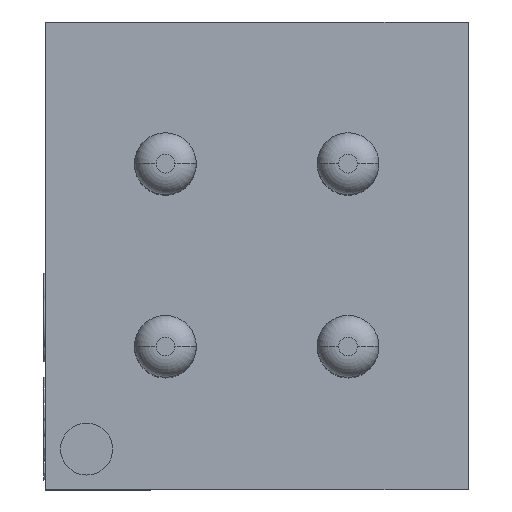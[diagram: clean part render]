
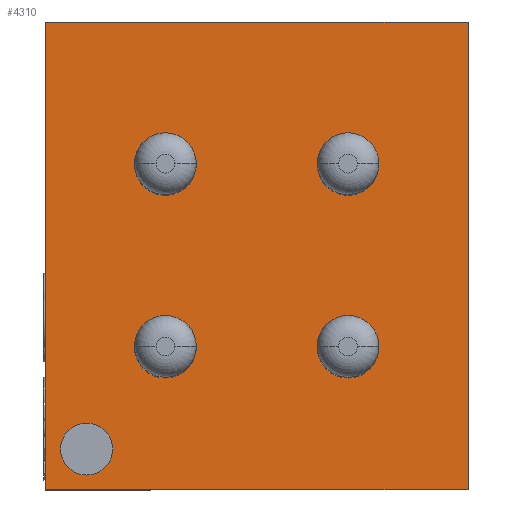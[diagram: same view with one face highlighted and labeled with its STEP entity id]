
A CAD part, top view. The second image highlights one B-rep face of the part: STEP entity #4310.
In plain terms, the highlighted planar face has unit normal (0, 0, 1).
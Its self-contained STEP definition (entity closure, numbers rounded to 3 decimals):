
#52 = FACE_BOUND ( 'NONE', #1428, .T. ) ;
#125 = ORIENTED_EDGE ( 'NONE', *, *, #143, .F. ) ;
#143 = EDGE_CURVE ( 'NONE', #4496, #6399, #7284, .T. ) ;
#224 = CARTESIAN_POINT ( 'NONE',  ( -1.183, -1.344, 0.95 ) ) ;
#280 = CARTESIAN_POINT ( 'NONE',  ( -1.183, -1.344, 0.95 ) ) ;
#336 = DIRECTION ( 'NONE',  ( 0., 0., 1. ) ) ;
#382 = DIRECTION ( 'NONE',  ( 1., 0., 0. ) ) ;
#451 = CARTESIAN_POINT ( 'NONE',  ( -1.47, 1.625, 0.95 ) ) ;
#548 = VERTEX_POINT ( 'NONE', #8358 ) ;
#658 = LINE ( 'NONE', #3810, #1933 ) ;
#758 = DIRECTION ( 'NONE',  ( 0., -1., 0. ) ) ;
#781 = FACE_OUTER_BOUND ( 'NONE', #6678, .T. ) ;
#923 = CARTESIAN_POINT ( 'NONE',  ( -0.635, -0.635, 0.95 ) ) ;
#945 = EDGE_CURVE ( 'NONE', #8025, #8663, #5703, .T. ) ;
#980 = VECTOR ( 'NONE', #2567, 1000. ) ;
#991 = DIRECTION ( 'NONE',  ( 1., 0., 0. ) ) ;
#1003 = DIRECTION ( 'NONE',  ( 0., 1., 0. ) ) ;
#1113 = ORIENTED_EDGE ( 'NONE', *, *, #2703, .T. ) ;
#1121 = LINE ( 'NONE', #9703, #980 ) ;
#1139 = VERTEX_POINT ( 'NONE', #4805 ) ;
#1232 = CARTESIAN_POINT ( 'NONE',  ( 0.85, 0.635, 0.95 ) ) ;
#1241 = AXIS2_PLACEMENT_3D ( 'NONE', #2812, #336, #5982 ) ;
#1247 = VERTEX_POINT ( 'NONE', #1687 ) ;
#1338 = EDGE_CURVE ( 'NONE', #8519, #3503, #3289, .T. ) ;
#1428 = EDGE_LOOP ( 'NONE', ( #9552, #10037 ) ) ;
#1440 = CIRCLE ( 'NONE', #6552, 0.215 ) ;
#1580 = EDGE_CURVE ( 'NONE', #3896, #4552, #658, .T. ) ;
#1626 = CIRCLE ( 'NONE', #6585, 0.181 ) ;
#1672 = CARTESIAN_POINT ( 'NONE',  ( 1.47, -1.625, 0.95 ) ) ;
#1687 = CARTESIAN_POINT ( 'NONE',  ( -1.002, -1.344, 0.95 ) ) ;
#1745 = EDGE_CURVE ( 'NONE', #1139, #1940, #8083, .T. ) ;
#1758 = CIRCLE ( 'NONE', #5575, 0.215 ) ;
#1901 = DIRECTION ( 'NONE',  ( 1., 0., 0. ) ) ;
#1922 = DIRECTION ( 'NONE',  ( -1., 0., 0. ) ) ;
#1933 = VECTOR ( 'NONE', #758, 1000. ) ;
#1940 = VERTEX_POINT ( 'NONE', #3065 ) ;
#1951 = AXIS2_PLACEMENT_3D ( 'NONE', #6781, #7502, #6625 ) ;
#2064 = DIRECTION ( 'NONE',  ( 0., 0., 1. ) ) ;
#2130 = EDGE_CURVE ( 'NONE', #4684, #1247, #1626, .T. ) ;
#2157 = CARTESIAN_POINT ( 'NONE',  ( -1.363, -1.344, 0.95 ) ) ;
#2175 = ORIENTED_EDGE ( 'NONE', *, *, #7065, .T. ) ;
#2282 = FACE_BOUND ( 'NONE', #4233, .T. ) ;
#2332 = FACE_BOUND ( 'NONE', #8187, .T. ) ;
#2371 = ORIENTED_EDGE ( 'NONE', *, *, #3577, .F. ) ;
#2379 = AXIS2_PLACEMENT_3D ( 'NONE', #3344, #8797, #8047 ) ;
#2462 = VECTOR ( 'NONE', #1003, 1000. ) ;
#2567 = DIRECTION ( 'NONE',  ( 1., 0., 0. ) ) ;
#2619 = DIRECTION ( 'NONE',  ( 1., 0., 0. ) ) ;
#2685 = CARTESIAN_POINT ( 'NONE',  ( 0.635, -0.635, 0.95 ) ) ;
#2703 = EDGE_CURVE ( 'NONE', #1940, #3896, #9746, .T. ) ;
#2711 = CARTESIAN_POINT ( 'NONE',  ( 1.47, 1.625, 0.95 ) ) ;
#2716 = DIRECTION ( 'NONE',  ( 0., 0., 1. ) ) ;
#2812 = CARTESIAN_POINT ( 'NONE',  ( 0.635, -0.635, 0.95 ) ) ;
#2949 = AXIS2_PLACEMENT_3D ( 'NONE', #280, #7402, #382 ) ;
#3065 = CARTESIAN_POINT ( 'NONE',  ( 1.47, 1.625, 0.95 ) ) ;
#3095 = DIRECTION ( 'NONE',  ( 0., 0., 1. ) ) ;
#3204 = FACE_BOUND ( 'NONE', #7930, .T. ) ;
#3289 = CIRCLE ( 'NONE', #5119, 0.215 ) ;
#3299 = ORIENTED_EDGE ( 'NONE', *, *, #1745, .T. ) ;
#3344 = CARTESIAN_POINT ( 'NONE',  ( 0.635, 0.635, 0.95 ) ) ;
#3503 = VERTEX_POINT ( 'NONE', #8212 ) ;
#3577 = EDGE_CURVE ( 'NONE', #8663, #8025, #1758, .T. ) ;
#3669 = VERTEX_POINT ( 'NONE', #6966 ) ;
#3730 = EDGE_CURVE ( 'NONE', #548, #3669, #1440, .T. ) ;
#3772 = CIRCLE ( 'NONE', #2949, 0.181 ) ;
#3810 = CARTESIAN_POINT ( 'NONE',  ( -1.47, -1.625, 0.95 ) ) ;
#3896 = VERTEX_POINT ( 'NONE', #451 ) ;
#3941 = CIRCLE ( 'NONE', #6113, 0.215 ) ;
#3999 = AXIS2_PLACEMENT_3D ( 'NONE', #8064, #8117, #4032 ) ;
#4032 = DIRECTION ( 'NONE',  ( 1., 0., 0. ) ) ;
#4233 = EDGE_LOOP ( 'NONE', ( #5540, #8073 ) ) ;
#4310 = ADVANCED_FACE ( 'NONE', ( #2282, #2332, #52, #3204, #4718, #781 ), #4821, .T. ) ;
#4496 = VERTEX_POINT ( 'NONE', #8303 ) ;
#4552 = VERTEX_POINT ( 'NONE', #9002 ) ;
#4684 = VERTEX_POINT ( 'NONE', #2157 ) ;
#4718 = FACE_BOUND ( 'NONE', #8583, .T. ) ;
#4805 = CARTESIAN_POINT ( 'NONE',  ( 1.47, -1.625, 0.95 ) ) ;
#4821 = PLANE ( 'NONE',  #3999 ) ;
#4931 = DIRECTION ( 'NONE',  ( 0., 0., 1. ) ) ;
#5119 = AXIS2_PLACEMENT_3D ( 'NONE', #6551, #5740, #2619 ) ;
#5204 = CIRCLE ( 'NONE', #2379, 0.215 ) ;
#5385 = CARTESIAN_POINT ( 'NONE',  ( -0.635, -0.635, 0.95 ) ) ;
#5540 = ORIENTED_EDGE ( 'NONE', *, *, #2130, .F. ) ;
#5575 = AXIS2_PLACEMENT_3D ( 'NONE', #2685, #8967, #1901 ) ;
#5627 = ORIENTED_EDGE ( 'NONE', *, *, #6583, .F. ) ;
#5703 = CIRCLE ( 'NONE', #1241, 0.215 ) ;
#5740 = DIRECTION ( 'NONE',  ( 0., 0., 1. ) ) ;
#5982 = DIRECTION ( 'NONE',  ( 1., 0., 0. ) ) ;
#6078 = EDGE_CURVE ( 'NONE', #1247, #4684, #3772, .T. ) ;
#6113 = AXIS2_PLACEMENT_3D ( 'NONE', #923, #3095, #6251 ) ;
#6251 = DIRECTION ( 'NONE',  ( 1., 0., 0. ) ) ;
#6399 = VERTEX_POINT ( 'NONE', #6923 ) ;
#6551 = CARTESIAN_POINT ( 'NONE',  ( 0.635, 0.635, 0.95 ) ) ;
#6552 = AXIS2_PLACEMENT_3D ( 'NONE', #6648, #2716, #9751 ) ;
#6583 = EDGE_CURVE ( 'NONE', #6399, #4496, #3941, .T. ) ;
#6585 = AXIS2_PLACEMENT_3D ( 'NONE', #224, #4931, #991 ) ;
#6625 = DIRECTION ( 'NONE',  ( 1., 0., 0. ) ) ;
#6648 = CARTESIAN_POINT ( 'NONE',  ( -0.635, 0.635, 0.95 ) ) ;
#6678 = EDGE_LOOP ( 'NONE', ( #7362, #2175, #3299, #1113 ) ) ;
#6781 = CARTESIAN_POINT ( 'NONE',  ( -0.635, 0.635, 0.95 ) ) ;
#6923 = CARTESIAN_POINT ( 'NONE',  ( -0.85, -0.635, 0.95 ) ) ;
#6966 = CARTESIAN_POINT ( 'NONE',  ( -0.42, 0.635, 0.95 ) ) ;
#7028 = CARTESIAN_POINT ( 'NONE',  ( 0.42, -0.635, 0.95 ) ) ;
#7065 = EDGE_CURVE ( 'NONE', #4552, #1139, #1121, .T. ) ;
#7177 = ORIENTED_EDGE ( 'NONE', *, *, #10178, .F. ) ;
#7284 = CIRCLE ( 'NONE', #7934, 0.215 ) ;
#7362 = ORIENTED_EDGE ( 'NONE', *, *, #1580, .T. ) ;
#7402 = DIRECTION ( 'NONE',  ( 0., 0., 1. ) ) ;
#7502 = DIRECTION ( 'NONE',  ( 0., 0., 1. ) ) ;
#7930 = EDGE_LOOP ( 'NONE', ( #5627, #125 ) ) ;
#7934 = AXIS2_PLACEMENT_3D ( 'NONE', #5385, #2064, #8368 ) ;
#8025 = VERTEX_POINT ( 'NONE', #7028 ) ;
#8047 = DIRECTION ( 'NONE',  ( 1., 0., 0. ) ) ;
#8064 = CARTESIAN_POINT ( 'NONE',  ( 0., 0., 0.95 ) ) ;
#8073 = ORIENTED_EDGE ( 'NONE', *, *, #6078, .F. ) ;
#8083 = LINE ( 'NONE', #1672, #2462 ) ;
#8117 = DIRECTION ( 'NONE',  ( 0., 0., 1. ) ) ;
#8187 = EDGE_LOOP ( 'NONE', ( #9495, #2371 ) ) ;
#8212 = CARTESIAN_POINT ( 'NONE',  ( 0.42, 0.635, 0.95 ) ) ;
#8303 = CARTESIAN_POINT ( 'NONE',  ( -0.42, -0.635, 0.95 ) ) ;
#8358 = CARTESIAN_POINT ( 'NONE',  ( -0.85, 0.635, 0.95 ) ) ;
#8368 = DIRECTION ( 'NONE',  ( 1., 0., 0. ) ) ;
#8442 = EDGE_CURVE ( 'NONE', #3503, #8519, #5204, .T. ) ;
#8519 = VERTEX_POINT ( 'NONE', #1232 ) ;
#8583 = EDGE_LOOP ( 'NONE', ( #9276, #7177 ) ) ;
#8663 = VERTEX_POINT ( 'NONE', #9243 ) ;
#8797 = DIRECTION ( 'NONE',  ( 0., 0., 1. ) ) ;
#8967 = DIRECTION ( 'NONE',  ( 0., 0., 1. ) ) ;
#9002 = CARTESIAN_POINT ( 'NONE',  ( -1.47, -1.625, 0.95 ) ) ;
#9089 = VECTOR ( 'NONE', #1922, 1000. ) ;
#9243 = CARTESIAN_POINT ( 'NONE',  ( 0.85, -0.635, 0.95 ) ) ;
#9276 = ORIENTED_EDGE ( 'NONE', *, *, #3730, .F. ) ;
#9495 = ORIENTED_EDGE ( 'NONE', *, *, #945, .F. ) ;
#9552 = ORIENTED_EDGE ( 'NONE', *, *, #8442, .F. ) ;
#9703 = CARTESIAN_POINT ( 'NONE',  ( 1.47, -1.625, 0.95 ) ) ;
#9746 = LINE ( 'NONE', #2711, #9089 ) ;
#9751 = DIRECTION ( 'NONE',  ( 1., 0., 0. ) ) ;
#10037 = ORIENTED_EDGE ( 'NONE', *, *, #1338, .F. ) ;
#10159 = CIRCLE ( 'NONE', #1951, 0.215 ) ;
#10178 = EDGE_CURVE ( 'NONE', #3669, #548, #10159, .T. ) ;
